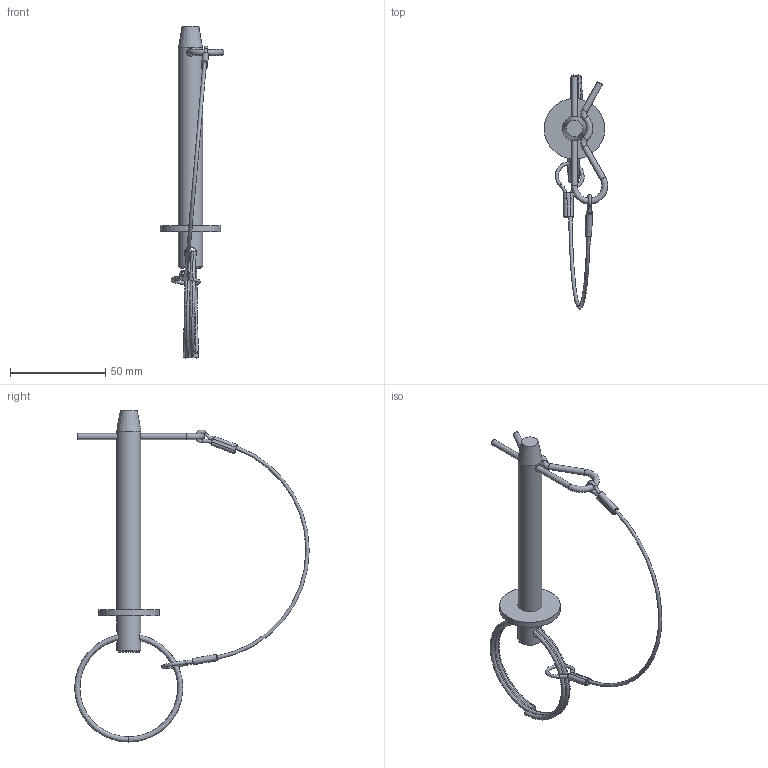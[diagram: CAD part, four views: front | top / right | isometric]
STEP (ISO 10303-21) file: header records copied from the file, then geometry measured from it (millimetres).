
FILE_DESCRIPTION(/* description */ ('STEP AP203'),/* implementation_level */ '2;1');
FILE_NAME(/* name */ 'Hitching Bar Clevis Pin v1.step',/* time_stamp */ '2025-04-28T12:02:00-04:00',/* author */ (''),/* organization */ (''),/* preprocessor_version */ 'ST-DEVELOPER v20.1',/* originating_system */ 'Autodesk Translation Framework v14.4.0.0',/* authorisation */ '');
FILE_SCHEMA (('AUTOMOTIVE_DESIGN { 1 0 10303 214 3 1 1 }'));
Length unit declared in the file: inch
Products named in the file (1): 92393A426_Ring-Grip Clevis Pin
Bounding box: 33.34 x 122.9 x 174.03 mm (x, y, z)
Volume: 21167.6 mm3; surface area: 13393.5 mm2
Topology: 6 solids, 6 shells, 57 faces, 129 edges, 84 vertices
Faces by surface type: plane 22, cylinder 20, torus 11, cone 2, bspline 2
Full cylindrical faces by diameter (mm): 1.76 x4, 3.175 x3, 3.969 x1, 6.35 x1, 12.7 x2, 31.75 x1
Entity records: 2436 total; most frequent: CARTESIAN_POINT 1059, DIRECTION 306, ORIENTED_EDGE 258, EDGE_CURVE 129, AXIS2_PLACEMENT_3D 129, VERTEX_POINT 84, CIRCLE 73, EDGE_LOOP 65
